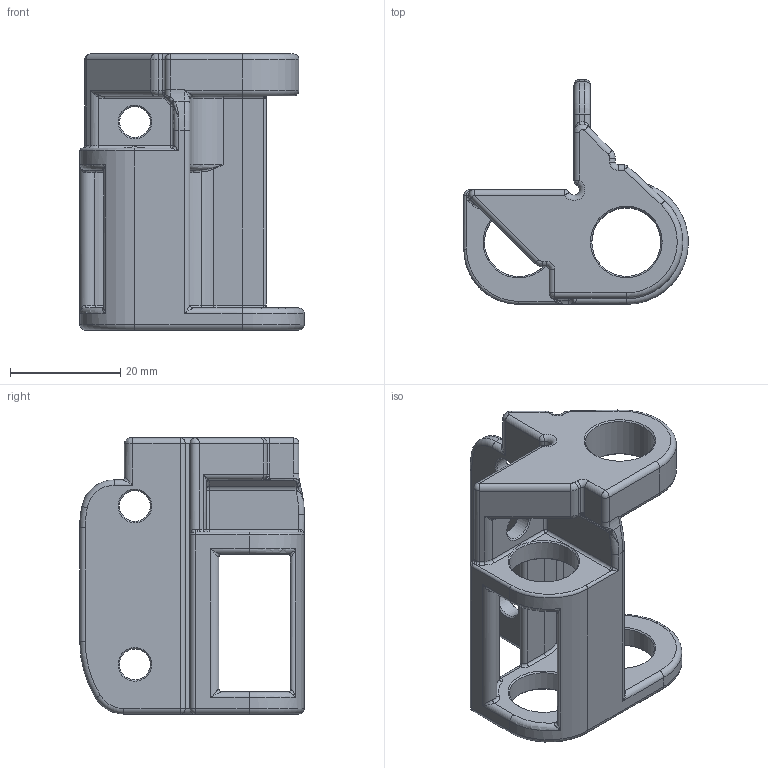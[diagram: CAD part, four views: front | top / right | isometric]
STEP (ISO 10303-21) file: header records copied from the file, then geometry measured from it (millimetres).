
FILE_DESCRIPTION(/* description */ (''),/* implementation_level */ '2;1');
FILE_NAME(/* name */ 'MP_DooKi3_SLM_XY_XDriveF695.step',/* time_stamp */ '2024-07-30T22:16:41-04:00',/* author */ (''),/* organization */ (''),/* preprocessor_version */ 'ST-DEVELOPER v20',/* originating_system */ 'Autodesk Translation Framework v13.14.0.145',/* authorisation */ '');
FILE_SCHEMA (('AUTOMOTIVE_DESIGN { 1 0 10303 214 3 1 1 }'));
Length unit declared in the file: millimetre
Products named in the file (1): MP_DooKi3_SLM_XY_XDriveF695
Bounding box: 40.74 x 40.75 x 50.1 mm (x, y, z)
Volume: 13662.5 mm3; surface area: 9494.4 mm2
Topology: 1 solids, 1 shells, 280 faces, 668 edges, 360 vertices
Faces by surface type: cylinder 102, bspline 68, torus 53, plane 32, cone 14, sphere 11
Full cylindrical faces by diameter (mm): 5.6 x3, 12.5 x4
Entity records: 10584 total; most frequent: CARTESIAN_POINT 4413, DIRECTION 1303, ORIENTED_EDGE 1284, EDGE_CURVE 642, AXIS2_PLACEMENT_3D 548, VERTEX_POINT 360, CIRCLE 317, EDGE_LOOP 294
